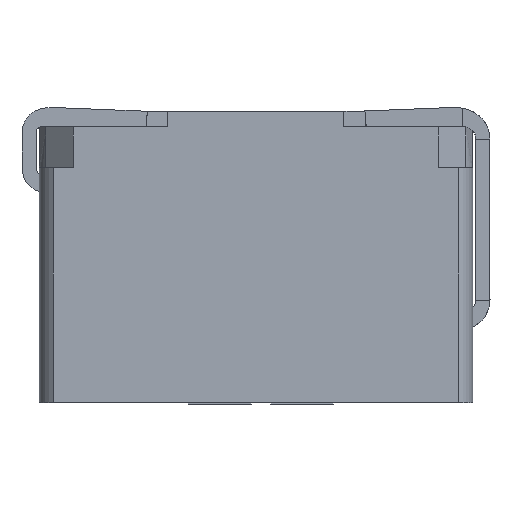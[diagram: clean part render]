
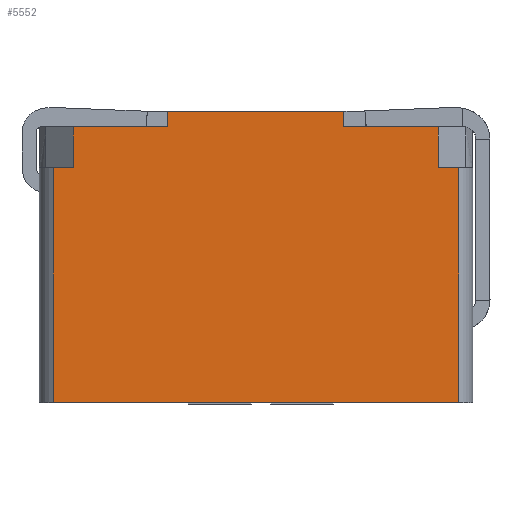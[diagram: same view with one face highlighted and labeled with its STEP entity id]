
A CAD part, front view. The second image highlights one B-rep face of the part: STEP entity #5552.
In plain terms, the highlighted planar face has unit normal (0, -1, 0).
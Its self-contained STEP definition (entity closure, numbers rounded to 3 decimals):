
#75=LINE('',#6885,#446);
#79=LINE('',#7185,#450);
#92=LINE('',#7213,#463);
#95=LINE('',#7219,#466);
#96=LINE('',#7221,#467);
#97=LINE('',#7223,#468);
#98=LINE('',#7225,#469);
#99=LINE('',#7226,#470);
#100=LINE('',#7228,#471);
#101=LINE('',#7230,#472);
#102=LINE('',#7231,#473);
#103=LINE('',#7233,#474);
#446=VECTOR('',#5966,1000.);
#450=VECTOR('',#5972,1000.);
#463=VECTOR('',#5991,1000.);
#466=VECTOR('',#5996,1000.);
#467=VECTOR('',#5999,1000.);
#468=VECTOR('',#6000,1000.);
#469=VECTOR('',#6001,1000.);
#470=VECTOR('',#6002,1000.);
#471=VECTOR('',#6003,1000.);
#472=VECTOR('',#6004,1000.);
#473=VECTOR('',#6005,1000.);
#474=VECTOR('',#6006,1000.);
#986=ORIENTED_EDGE('',*,*,#2189,.F.);
#987=ORIENTED_EDGE('',*,*,#2192,.F.);
#988=ORIENTED_EDGE('',*,*,#2193,.T.);
#989=ORIENTED_EDGE('',*,*,#2194,.T.);
#990=ORIENTED_EDGE('',*,*,#2195,.T.);
#991=ORIENTED_EDGE('',*,*,#2121,.T.);
#992=ORIENTED_EDGE('',*,*,#2196,.F.);
#993=ORIENTED_EDGE('',*,*,#2197,.T.);
#994=ORIENTED_EDGE('',*,*,#2198,.F.);
#995=ORIENTED_EDGE('',*,*,#2176,.F.);
#996=ORIENTED_EDGE('',*,*,#2199,.T.);
#997=ORIENTED_EDGE('',*,*,#2200,.T.);
#2121=EDGE_CURVE('',#2719,#2725,#75,.T.);
#2176=EDGE_CURVE('',#2780,#2781,#79,.T.);
#2189=EDGE_CURVE('',#2792,#2789,#92,.T.);
#2192=EDGE_CURVE('',#2794,#2792,#95,.T.);
#2193=EDGE_CURVE('',#2794,#2795,#96,.T.);
#2194=EDGE_CURVE('',#2795,#2796,#97,.T.);
#2195=EDGE_CURVE('',#2796,#2719,#98,.F.);
#2196=EDGE_CURVE('',#2797,#2725,#99,.F.);
#2197=EDGE_CURVE('',#2797,#2798,#100,.T.);
#2198=EDGE_CURVE('',#2781,#2798,#101,.T.);
#2199=EDGE_CURVE('',#2780,#2799,#102,.T.);
#2200=EDGE_CURVE('',#2799,#2789,#103,.T.);
#2719=VERTEX_POINT('',#6863);
#2725=VERTEX_POINT('',#6884);
#2780=VERTEX_POINT('',#7184);
#2781=VERTEX_POINT('',#7186);
#2789=VERTEX_POINT('',#7206);
#2792=VERTEX_POINT('',#7212);
#2794=VERTEX_POINT('',#7218);
#2795=VERTEX_POINT('',#7222);
#2796=VERTEX_POINT('',#7224);
#2797=VERTEX_POINT('',#7227);
#2798=VERTEX_POINT('',#7229);
#2799=VERTEX_POINT('',#7232);
#3276=EDGE_LOOP('',(#986,#987,#988,#989,#990,#991,#992,#993,#994,#995,#996,
#997));
#3528=FACE_BOUND('',#3276,.T.);
#3768=PLANE('',#5788);
#5552=ADVANCED_FACE('',(#3528),#3768,.T.);
#5788=AXIS2_PLACEMENT_3D('',#7220,#5997,#5998);
#5966=DIRECTION('',(1.,0.,0.));
#5972=DIRECTION('',(1.,0.,0.));
#5991=DIRECTION('',(0.,0.,1.));
#5996=DIRECTION('',(1.,0.,0.));
#5997=DIRECTION('',(0.,-1.,0.));
#5998=DIRECTION('',(0.,0.,-1.));
#5999=DIRECTION('',(0.,0.,-1.));
#6000=DIRECTION('',(-1.,0.,0.));
#6001=DIRECTION('',(0.,0.,1.));
#6002=DIRECTION('',(0.,0.,1.));
#6003=DIRECTION('',(-1.,0.,0.));
#6004=DIRECTION('',(0.,0.,-1.));
#6005=DIRECTION('',(0.,0.,1.));
#6006=DIRECTION('',(-1.,0.,0.));
#6863=CARTESIAN_POINT('',(-3.234,-3.302,0.));
#6884=CARTESIAN_POINT('',(3.234,-3.302,0.));
#6885=CARTESIAN_POINT('',(-2.919,-3.302,0.));
#7184=CARTESIAN_POINT('',(1.405,-3.302,4.4));
#7185=CARTESIAN_POINT('',(2.811,-3.302,4.4));
#7186=CARTESIAN_POINT('',(2.912,-3.302,4.4));
#7206=CARTESIAN_POINT('',(-1.405,-3.302,4.65));
#7212=CARTESIAN_POINT('',(-1.405,-3.302,4.4));
#7213=CARTESIAN_POINT('',(-1.405,-3.302,4.4));
#7218=CARTESIAN_POINT('',(-2.912,-3.302,4.4));
#7219=CARTESIAN_POINT('',(-2.811,-3.302,4.4));
#7220=CARTESIAN_POINT('',(-2.811,-3.302,4.65));
#7221=CARTESIAN_POINT('',(-2.912,-3.302,4.65));
#7222=CARTESIAN_POINT('',(-2.912,-3.302,3.75));
#7223=CARTESIAN_POINT('',(2.919,-3.302,3.75));
#7224=CARTESIAN_POINT('',(-3.234,-3.302,3.75));
#7225=CARTESIAN_POINT('',(-3.234,-3.302,1.875));
#7226=CARTESIAN_POINT('',(3.234,-3.302,1.875));
#7227=CARTESIAN_POINT('',(3.234,-3.302,3.75));
#7228=CARTESIAN_POINT('',(2.919,-3.302,3.75));
#7229=CARTESIAN_POINT('',(2.912,-3.302,3.75));
#7230=CARTESIAN_POINT('',(2.912,-3.302,4.65));
#7231=CARTESIAN_POINT('',(1.405,-3.302,4.4));
#7232=CARTESIAN_POINT('',(1.405,-3.302,4.65));
#7233=CARTESIAN_POINT('',(-2.811,-3.302,4.65));
